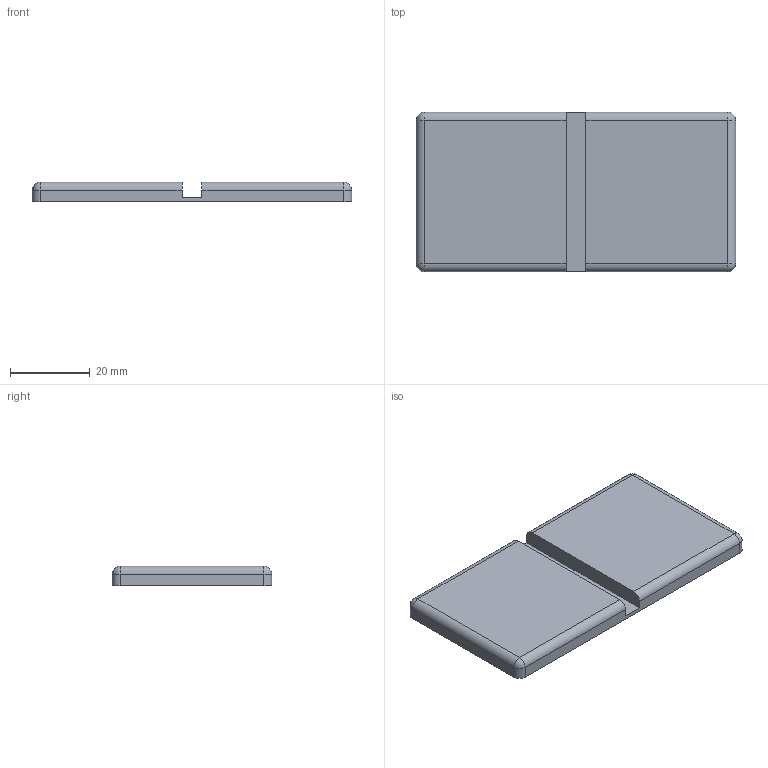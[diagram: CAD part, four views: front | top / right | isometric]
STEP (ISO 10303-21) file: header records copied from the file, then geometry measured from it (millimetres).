
FILE_DESCRIPTION(/* description */ (''),/* implementation_level */ '2;1');
FILE_NAME(/* name */ 'holderbracket v2.step',/* time_stamp */ '2023-03-13T13:02:18+10:00',/* author */ (''),/* organization */ (''),/* preprocessor_version */ 'ST-DEVELOPER v19.2',/* originating_system */ 'Autodesk Translation Framework v11.17.0.187',/* authorisation */ '');
FILE_SCHEMA (('AUTOMOTIVE_DESIGN { 1 0 10303 214 3 1 1 }'));
Length unit declared in the file: millimetre
Products named in the file (1): holderbracket
Bounding box: 80 x 40 x 5 mm (x, y, z)
Volume: 14990.8 mm3; surface area: 7656.3 mm2
Topology: 1 solids, 1 shells, 24 faces, 54 edges, 32 vertices
Faces by surface type: cylinder 10, plane 10, sphere 4
Entity records: 695 total; most frequent: DIRECTION 124, CARTESIAN_POINT 111, ORIENTED_EDGE 108, EDGE_CURVE 54, AXIS2_PLACEMENT_3D 45, LINE 34, VECTOR 34, VERTEX_POINT 32
